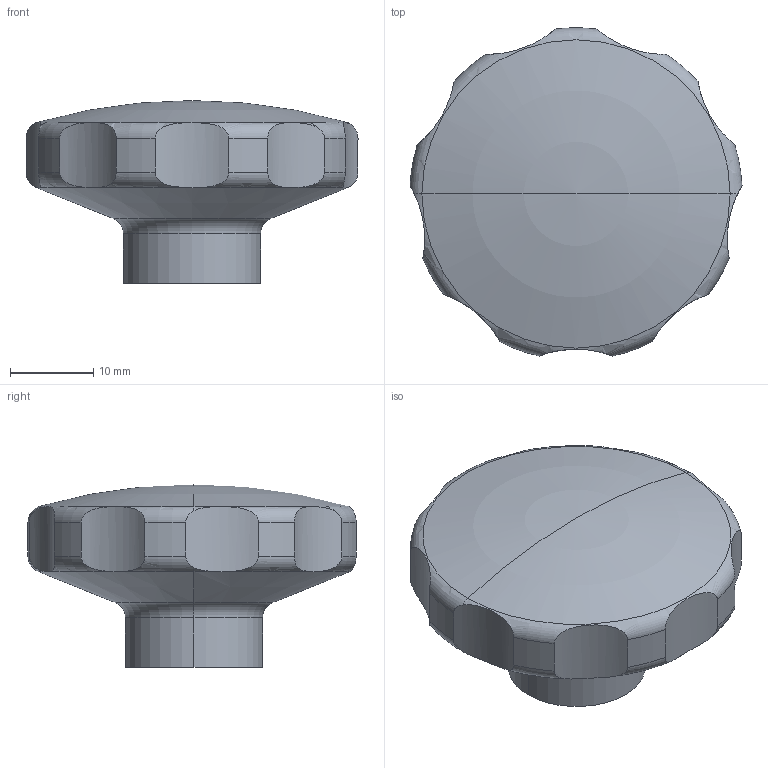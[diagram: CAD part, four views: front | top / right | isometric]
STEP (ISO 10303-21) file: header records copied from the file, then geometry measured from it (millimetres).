
FILE_DESCRIPTION(('STEP AP214'),'1');
FILE_NAME(' ',' ',('TraceParts'),('TraceParts S.A.'),'XStep 1.0',' ',' ');
FILE_SCHEMA(('automotive_design'));
Length unit declared in the file: millimetre
Products named in the file (1): 1
Bounding box: 39.95 x 39.48 x 22 mm (x, y, z)
Volume: 14599.1 mm3; surface area: 3878 mm2
Topology: 1 solids, 1 shells, 46 faces, 125 edges, 78 vertices
Faces by surface type: cylinder 22, torus 15, cone 6, sphere 2, plane 1
Entity records: 3317 total; most frequent: CARTESIAN_POINT 822, STYLED_ITEM 246, PRESENTATION_STYLE_ASSIGNMENT 246, COLOUR_RGB 246, ORIENTED_EDGE 242, DIRECTION 228, EDGE_CURVE 121, CURVE_STYLE 121
